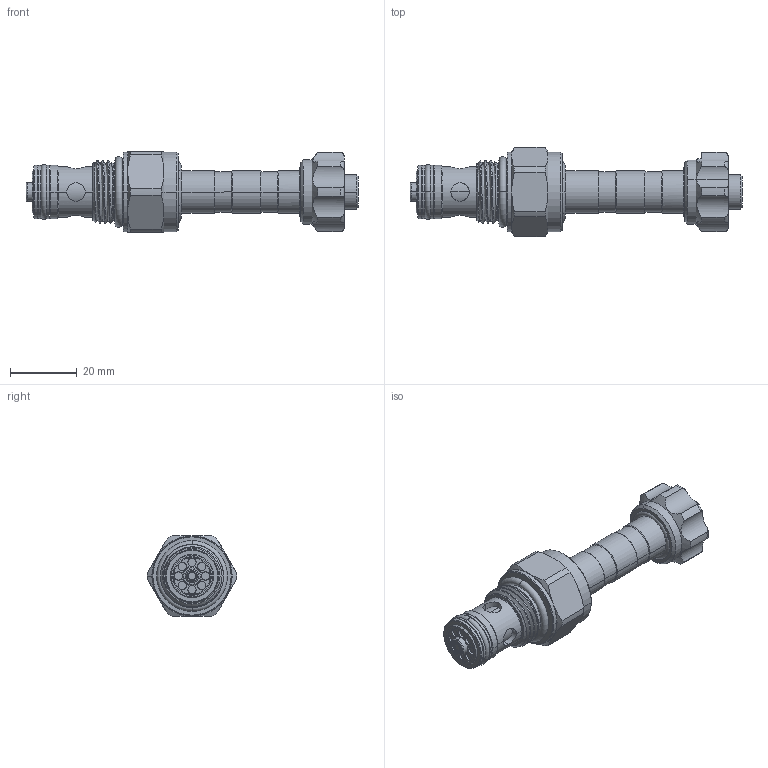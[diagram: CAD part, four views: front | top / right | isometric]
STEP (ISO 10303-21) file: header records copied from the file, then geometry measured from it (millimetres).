
FILE_DESCRIPTION (( 'STEP AP203' ), '1' );
FILE_NAME ('EP19E2A11M05.STEP', '2016-08-25T03:13:55', ( '' ), ( '' ), 'SwSTEP 2.0', 'SolidWorks 2012', '' );
FILE_SCHEMA (( 'CONFIG_CONTROL_DESIGN' ));
Length unit declared in the file: millimetre
Products named in the file (1): EP19E2A11M05
Bounding box: 99.2 x 26.7 x 24 mm (x, y, z)
Volume: 22573.3 mm3; surface area: 9274.2 mm2
Topology: 2 solids, 3 shells, 293 faces, 702 edges, 439 vertices
Faces by surface type: cylinder 142, cone 66, plane 45, torus 36, bspline 4
Entity records: 13890 total; most frequent: CARTESIAN_POINT 7028, DIRECTION 1491, ORIENTED_EDGE 1404, EDGE_CURVE 702, AXIS2_PLACEMENT_3D 647, VERTEX_POINT 439, CIRCLE 357, EDGE_LOOP 323
